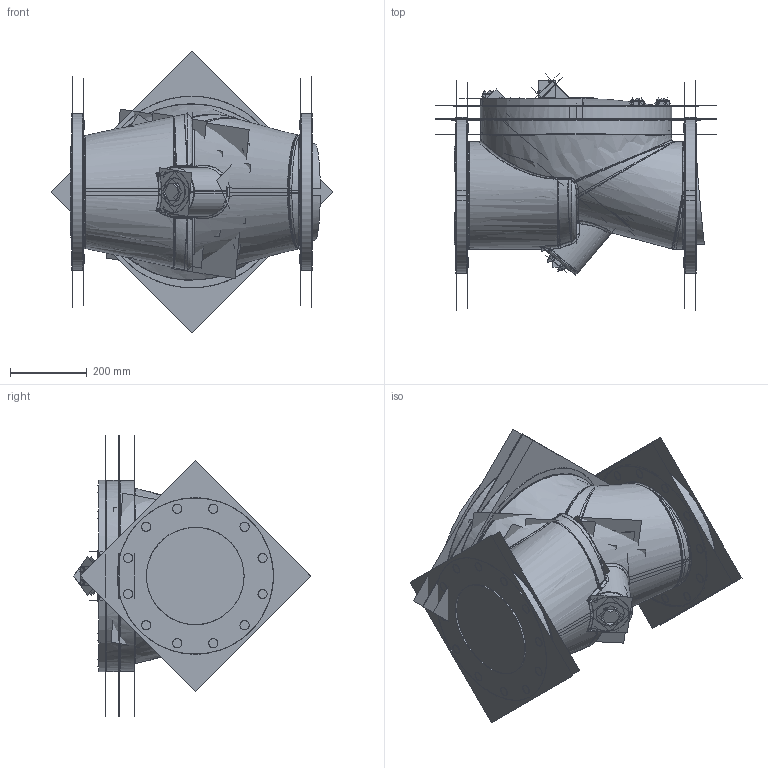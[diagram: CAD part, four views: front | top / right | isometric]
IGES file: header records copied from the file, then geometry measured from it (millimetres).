
Start section:  PTC IGES file: class_150-flex_check-10_inch_asm.igs
Global section: file name: class_150-flex_check-10_inch_asm.igs; native system: Creo Parametric by Parametric Technology Corporation; preprocessor: 2013050; author: HAPPY; organization: Unknown; date: 20170710.090441; units: inch
Bounding box: 732.76 x 614.9 x 732.76 mm (x, y, z)
Volume: 7208630.9 mm3; surface area: 12619938.1 mm2
Topology: 20 solids, 22 shells, 1671 faces, 8102 edges, 9973 vertices
Faces by surface type: revolution 842, bspline 829
